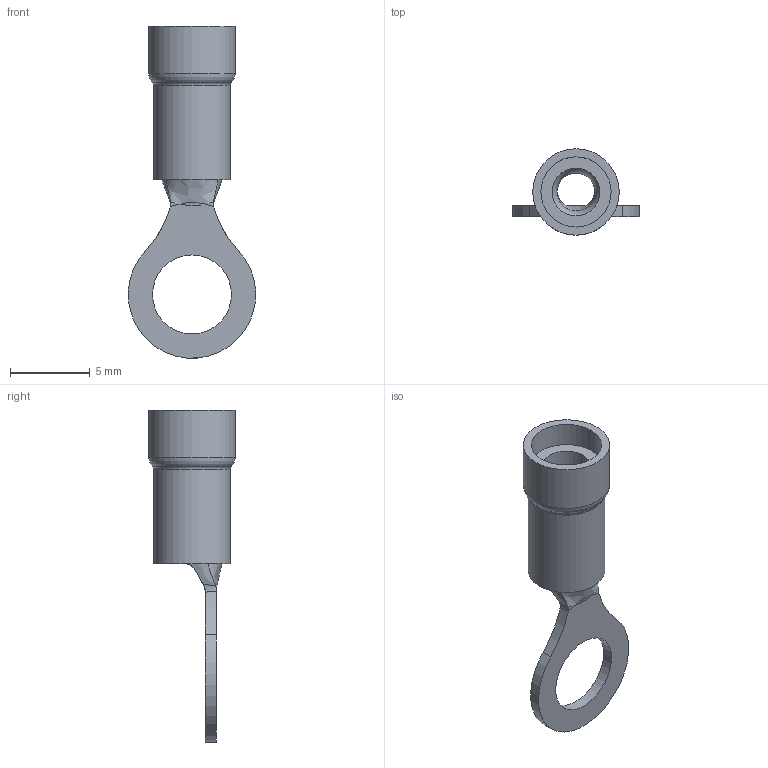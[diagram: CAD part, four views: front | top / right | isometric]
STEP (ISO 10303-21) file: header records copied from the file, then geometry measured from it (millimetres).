
FILE_DESCRIPTION(/* description */ (''),/* implementation_level */ '2;1');
FILE_NAME(/* name */ 'point 195 red round.stp',/* time_stamp */ '2013-07-20T19:43:49-04:00',/* author */ ('Saville'),/* organization */ (''),/* preprocessor_version */ 'ST-DEVELOPER v15.2',/* originating_system */ 'Autodesk Inventor 2014',/* authorisation */ '');
FILE_SCHEMA (('AUTOMOTIVE_DESIGN { 1 0 10303 214 3 1 1 }'));
Length unit declared in the file: inch
Products named in the file (1): point 195 red round
Bounding box: 7.98 x 5.42 x 20.83 mm (x, y, z)
Volume: 159 mm3; surface area: 584.9 mm2
Topology: 2 solids, 2 shells, 47 faces, 132 edges, 82 vertices
Faces by surface type: cylinder 16, plane 12, bspline 11, torus 7, cone 1
Full cylindrical faces by diameter (mm): 2.375 x1, 2.984 x1, 3.797 x2, 4.407 x2, 4.813 x1, 4.953 x1, 5.423 x1
Entity records: 1761 total; most frequent: CARTESIAN_POINT 716, ORIENTED_EDGE 206, DIRECTION 179, EDGE_CURVE 103, AXIS2_PLACEMENT_3D 77, VERTEX_POINT 76, EDGE_LOOP 69, ADVANCED_FACE 47
